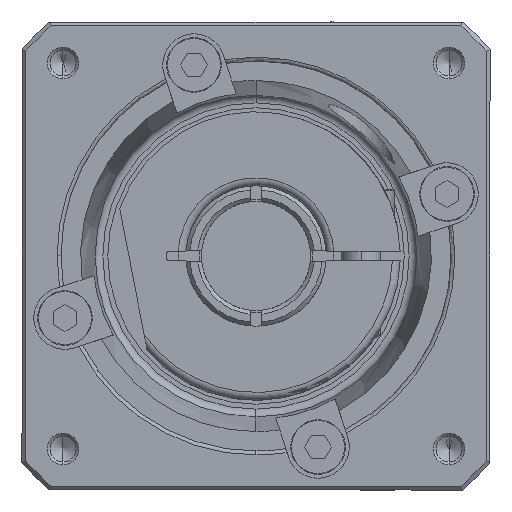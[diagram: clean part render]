
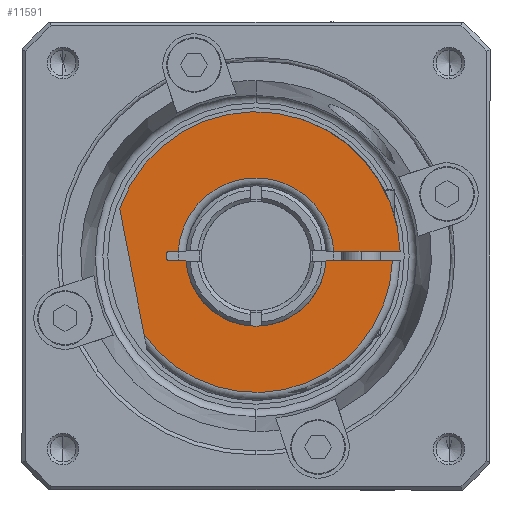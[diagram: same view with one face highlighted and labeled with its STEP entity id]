
A CAD part, left-side view. The second image highlights one B-rep face of the part: STEP entity #11591.
In plain terms, the highlighted planar face has unit normal (-1, 0, 0).
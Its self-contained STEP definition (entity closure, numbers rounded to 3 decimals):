
#38 = EDGE_CURVE ( 'NONE', #1623, #8868, #7909, .T. ) ;
#194 = EDGE_CURVE ( 'NONE', #8868, #4310, #5844, .T. ) ;
#220 = DIRECTION ( 'NONE',  ( -1., 0., 0. ) ) ;
#285 = AXIS2_PLACEMENT_3D ( 'NONE', #8027, #220, #9349 ) ;
#427 = DIRECTION ( 'NONE',  ( 0., 1., 0. ) ) ;
#529 = AXIS2_PLACEMENT_3D ( 'NONE', #9556, #15947, #427 ) ;
#568 = CARTESIAN_POINT ( 'NONE',  ( -65., 0., 0. ) ) ;
#659 = ORIENTED_EDGE ( 'NONE', *, *, #7894, .F. ) ;
#938 = CARTESIAN_POINT ( 'NONE',  ( -65., 11.5, -0.2 ) ) ;
#1101 = DIRECTION ( 'NONE',  ( -1., 0., 0. ) ) ;
#1111 = CARTESIAN_POINT ( 'NONE',  ( -65., -17.49, -0.6 ) ) ;
#1218 = AXIS2_PLACEMENT_3D ( 'NONE', #8246, #1715, #8191 ) ;
#1325 = DIRECTION ( 'NONE',  ( 0., -1., 0. ) ) ;
#1382 = CARTESIAN_POINT ( 'NONE',  ( -65., -18.49, -0.6 ) ) ;
#1623 = VERTEX_POINT ( 'NONE', #8932 ) ;
#1677 = ORIENTED_EDGE ( 'NONE', *, *, #9725, .F. ) ;
#1715 = DIRECTION ( 'NONE',  ( 1., 0., 0. ) ) ;
#1877 = AXIS2_PLACEMENT_3D ( 'NONE', #2409, #1101, #12609 ) ;
#2201 = EDGE_CURVE ( 'NONE', #4310, #5174, #3444, .T. ) ;
#2409 = CARTESIAN_POINT ( 'NONE',  ( -65., 0., 0. ) ) ;
#2475 = ORIENTED_EDGE ( 'NONE', *, *, #3516, .F. ) ;
#2566 = VECTOR ( 'NONE', #14626, 1000. ) ;
#2576 = VERTEX_POINT ( 'NONE', #12404 ) ;
#2587 = LINE ( 'NONE', #1382, #14802 ) ;
#3095 = EDGE_CURVE ( 'NONE', #3246, #15472, #2587, .T. ) ;
#3246 = VERTEX_POINT ( 'NONE', #12408 ) ;
#3444 = CIRCLE ( 'NONE', #529, 0.4 ) ;
#3516 = EDGE_CURVE ( 'NONE', #2576, #1623, #15829, .T. ) ;
#3523 = CARTESIAN_POINT ( 'NONE',  ( -65., 11.1, -0.6 ) ) ;
#3959 = CIRCLE ( 'NONE', #1218, 18.5 ) ;
#4310 = VERTEX_POINT ( 'NONE', #938 ) ;
#4497 = VERTEX_POINT ( 'NONE', #12414 ) ;
#4607 = FACE_OUTER_BOUND ( 'NONE', #16033, .T. ) ;
#4805 = CARTESIAN_POINT ( 'NONE',  ( -65., 11.5, 0.2 ) ) ;
#4872 = VERTEX_POINT ( 'NONE', #10440 ) ;
#5103 = CARTESIAN_POINT ( 'NONE',  ( -65., 17.478, 6.064 ) ) ;
#5174 = VERTEX_POINT ( 'NONE', #3523 ) ;
#5737 = LINE ( 'NONE', #5103, #11628 ) ;
#5763 = VERTEX_POINT ( 'NONE', #11099 ) ;
#5844 = LINE ( 'NONE', #14526, #2566 ) ;
#5857 = AXIS2_PLACEMENT_3D ( 'NONE', #568, #14617, #15927 ) ;
#6147 = AXIS2_PLACEMENT_3D ( 'NONE', #13800, #10120, #8747 ) ;
#6435 = CARTESIAN_POINT ( 'NONE',  ( -65., 8.98, -0.6 ) ) ;
#7134 = EDGE_CURVE ( 'NONE', #4497, #4872, #5737, .T. ) ;
#7894 = EDGE_CURVE ( 'NONE', #13866, #3246, #15093, .T. ) ;
#7909 = CIRCLE ( 'NONE', #285, 0.4 ) ;
#8027 = CARTESIAN_POINT ( 'NONE',  ( -65., 11.1, 0.2 ) ) ;
#8107 = CIRCLE ( 'NONE', #1877, 17.5 ) ;
#8191 = DIRECTION ( 'NONE',  ( 0., 1., 0. ) ) ;
#8246 = CARTESIAN_POINT ( 'NONE',  ( -65., 0., 0. ) ) ;
#8370 = DIRECTION ( 'NONE',  ( 0., -1., 0. ) ) ;
#8396 = ORIENTED_EDGE ( 'NONE', *, *, #12929, .F. ) ;
#8445 = AXIS2_PLACEMENT_3D ( 'NONE', #16174, #12488, #11176 ) ;
#8747 = DIRECTION ( 'NONE',  ( 0., 1., 0. ) ) ;
#8868 = VERTEX_POINT ( 'NONE', #4805 ) ;
#8932 = CARTESIAN_POINT ( 'NONE',  ( -65., 11.1, 0.6 ) ) ;
#9136 = LINE ( 'NONE', #13639, #14402 ) ;
#9349 = DIRECTION ( 'NONE',  ( 0., 1., 0. ) ) ;
#9556 = CARTESIAN_POINT ( 'NONE',  ( -65., 11.1, -0.2 ) ) ;
#9725 = EDGE_CURVE ( 'NONE', #11623, #5763, #16233, .T. ) ;
#10120 = DIRECTION ( 'NONE',  ( 1., 0., 0. ) ) ;
#10440 = CARTESIAN_POINT ( 'NONE',  ( -65., 17.478, 6.064 ) ) ;
#10753 = DIRECTION ( 'NONE',  ( 0., 1., 0. ) ) ;
#10919 = EDGE_CURVE ( 'NONE', #5174, #13866, #9136, .T. ) ;
#11099 = CARTESIAN_POINT ( 'NONE',  ( -65., -9.982, 0.6 ) ) ;
#11176 = DIRECTION ( 'NONE',  ( 0., 1., 0. ) ) ;
#11340 = CIRCLE ( 'NONE', #8445, 10. ) ;
#11591 = ADVANCED_FACE ( 'NONE', ( #4607 ), #12484, .F. ) ;
#11623 = VERTEX_POINT ( 'NONE', #13963 ) ;
#11628 = VECTOR ( 'NONE', #14192, 1000. ) ;
#11951 = DIRECTION ( 'NONE',  ( 0., 1., 0. ) ) ;
#12027 = ORIENTED_EDGE ( 'NONE', *, *, #3095, .F. ) ;
#12218 = CARTESIAN_POINT ( 'NONE',  ( -65., -18.49, 0.6 ) ) ;
#12404 = CARTESIAN_POINT ( 'NONE',  ( -65., 9.982, 0.6 ) ) ;
#12408 = CARTESIAN_POINT ( 'NONE',  ( -65., -8.98, -0.6 ) ) ;
#12414 = CARTESIAN_POINT ( 'NONE',  ( -65., 14.353, -10.011 ) ) ;
#12484 = PLANE ( 'NONE',  #6147 ) ;
#12488 = DIRECTION ( 'NONE',  ( 1., 0., 0. ) ) ;
#12609 = DIRECTION ( 'NONE',  ( 0., 1., 0. ) ) ;
#12929 = EDGE_CURVE ( 'NONE', #4872, #11623, #3959, .T. ) ;
#13046 = ORIENTED_EDGE ( 'NONE', *, *, #194, .F. ) ;
#13639 = CARTESIAN_POINT ( 'NONE',  ( -65., 8.98, -0.6 ) ) ;
#13741 = ORIENTED_EDGE ( 'NONE', *, *, #7134, .F. ) ;
#13800 = CARTESIAN_POINT ( 'NONE',  ( -65., 0., 0. ) ) ;
#13818 = VECTOR ( 'NONE', #10753, 1000. ) ;
#13866 = VERTEX_POINT ( 'NONE', #6435 ) ;
#13963 = CARTESIAN_POINT ( 'NONE',  ( -65., -18.49, 0.6 ) ) ;
#14192 = DIRECTION ( 'NONE',  ( 0., 0.191, 0.982 ) ) ;
#14402 = VECTOR ( 'NONE', #8370, 1000. ) ;
#14526 = CARTESIAN_POINT ( 'NONE',  ( -65., 11.5, 0.2 ) ) ;
#14548 = ORIENTED_EDGE ( 'NONE', *, *, #10919, .F. ) ;
#14617 = DIRECTION ( 'NONE',  ( -1., 0., 0. ) ) ;
#14626 = DIRECTION ( 'NONE',  ( 0., 0., -1. ) ) ;
#14802 = VECTOR ( 'NONE', #1325, 1000. ) ;
#14906 = ORIENTED_EDGE ( 'NONE', *, *, #15743, .T. ) ;
#15050 = ORIENTED_EDGE ( 'NONE', *, *, #16124, .T. ) ;
#15093 = CIRCLE ( 'NONE', #5857, 9. ) ;
#15472 = VERTEX_POINT ( 'NONE', #1111 ) ;
#15537 = ORIENTED_EDGE ( 'NONE', *, *, #38, .F. ) ;
#15743 = EDGE_CURVE ( 'NONE', #2576, #5763, #11340, .T. ) ;
#15829 = LINE ( 'NONE', #15878, #16221 ) ;
#15878 = CARTESIAN_POINT ( 'NONE',  ( -65., 8.98, 0.6 ) ) ;
#15927 = DIRECTION ( 'NONE',  ( 0., 1., 0. ) ) ;
#15947 = DIRECTION ( 'NONE',  ( -1., 0., 0. ) ) ;
#16033 = EDGE_LOOP ( 'NONE', ( #2475, #14906, #1677, #8396, #13741, #15050, #12027, #659, #14548, #16857, #13046, #15537 ) ) ;
#16124 = EDGE_CURVE ( 'NONE', #4497, #15472, #8107, .T. ) ;
#16174 = CARTESIAN_POINT ( 'NONE',  ( -65., 0., 0. ) ) ;
#16221 = VECTOR ( 'NONE', #11951, 1000. ) ;
#16233 = LINE ( 'NONE', #12218, #13818 ) ;
#16857 = ORIENTED_EDGE ( 'NONE', *, *, #2201, .F. ) ;
